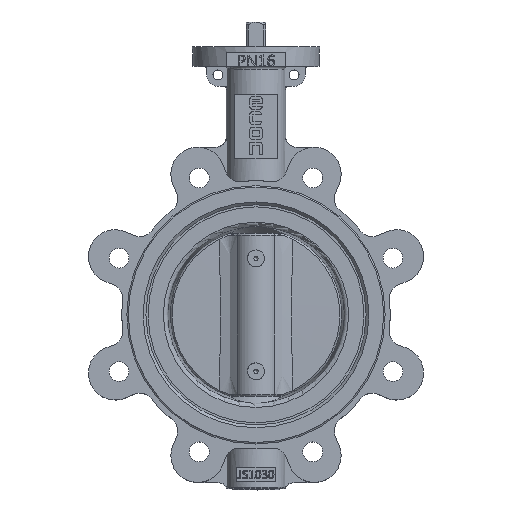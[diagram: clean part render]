
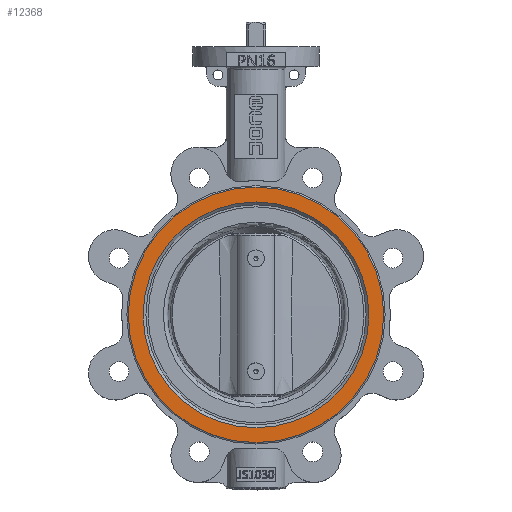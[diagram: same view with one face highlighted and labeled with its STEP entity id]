
A CAD part, top view. The second image highlights one B-rep face of the part: STEP entity #12368.
In plain terms, the highlighted planar face has unit normal (0, 0, 1).
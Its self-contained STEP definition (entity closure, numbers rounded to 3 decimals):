
#2736=PLANE('',#13146);
#2908=FACE_BOUND('',#4220,.T.);
#3453=FACE_OUTER_BOUND('',#4219,.T.);
#4219=EDGE_LOOP('',(#9927));
#4220=EDGE_LOOP('',(#9928));
#4497=CIRCLE('',#12639,80.);
#4688=CIRCLE('',#13143,90.5);
#4867=VERTEX_POINT('',#16518);
#5740=VERTEX_POINT('',#28837);
#6001=EDGE_CURVE('',#4867,#4867,#4497,.F.);
#7286=EDGE_CURVE('',#5740,#5740,#4688,.T.);
#9927=ORIENTED_EDGE('',*,*,#7286,.T.);
#9928=ORIENTED_EDGE('',*,*,#6001,.T.);
#12368=ADVANCED_FACE('',(#3453,#2908),#2736,.T.);
#12639=AXIS2_PLACEMENT_3D('',#16519,#13628,#13629);
#13143=AXIS2_PLACEMENT_3D('',#28838,#15418,#15419);
#13146=AXIS2_PLACEMENT_3D('',#28842,#15424,#15425);
#13628=DIRECTION('center_axis',(0.,0.,1.));
#13629=DIRECTION('ref_axis',(1.,0.,0.));
#15418=DIRECTION('center_axis',(0.,0.,1.));
#15419=DIRECTION('ref_axis',(1.,0.,0.));
#15424=DIRECTION('center_axis',(0.,0.,1.));
#15425=DIRECTION('ref_axis',(1.,0.,0.));
#16518=CARTESIAN_POINT('',(80.,0.,27.25));
#16519=CARTESIAN_POINT('Origin',(0.,0.,27.25));
#28837=CARTESIAN_POINT('',(90.5,0.,27.25));
#28838=CARTESIAN_POINT('Origin',(0.,0.,27.25));
#28842=CARTESIAN_POINT('Origin',(0.,0.,27.25));
